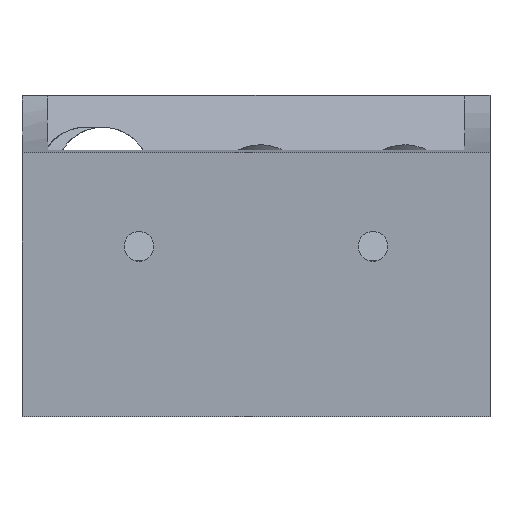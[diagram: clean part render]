
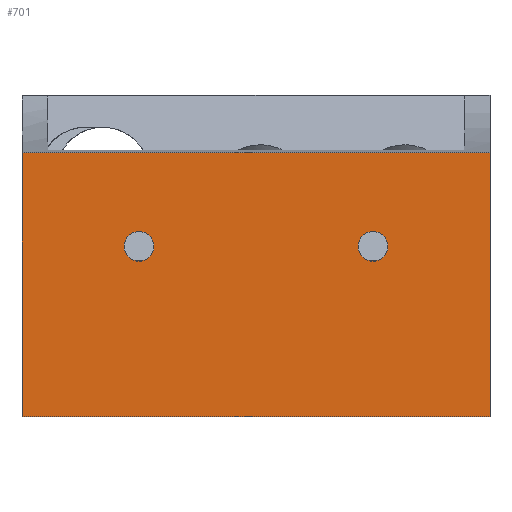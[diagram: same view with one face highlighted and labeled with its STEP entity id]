
A CAD part, front view. The second image highlights one B-rep face of the part: STEP entity #701.
In plain terms, the highlighted planar face has unit normal (0, -1, 0).
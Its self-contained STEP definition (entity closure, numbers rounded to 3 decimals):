
#53=FACE_BOUND('',#136,.T.);
#54=FACE_BOUND('',#137,.T.);
#71=CIRCLE('',#764,1.75);
#72=CIRCLE('',#765,1.75);
#90=FACE_OUTER_BOUND('',#135,.T.);
#135=EDGE_LOOP('',(#562,#563,#564,#565));
#136=EDGE_LOOP('',(#566));
#137=EDGE_LOOP('',(#567));
#204=LINE('',#1385,#264);
#205=LINE('',#1387,#265);
#206=LINE('',#1389,#266);
#207=LINE('',#1390,#267);
#264=VECTOR('',#909,10.);
#265=VECTOR('',#910,10.);
#266=VECTOR('',#911,10.);
#267=VECTOR('',#912,10.);
#343=VERTEX_POINT('',#1383);
#344=VERTEX_POINT('',#1384);
#345=VERTEX_POINT('',#1386);
#346=VERTEX_POINT('',#1388);
#347=VERTEX_POINT('',#1391);
#348=VERTEX_POINT('',#1393);
#428=EDGE_CURVE('',#343,#344,#204,.T.);
#429=EDGE_CURVE('',#345,#343,#205,.T.);
#430=EDGE_CURVE('',#346,#345,#206,.T.);
#431=EDGE_CURVE('',#346,#344,#207,.T.);
#432=EDGE_CURVE('',#347,#347,#71,.T.);
#433=EDGE_CURVE('',#348,#348,#72,.T.);
#562=ORIENTED_EDGE('',*,*,#428,.F.);
#563=ORIENTED_EDGE('',*,*,#429,.F.);
#564=ORIENTED_EDGE('',*,*,#430,.F.);
#565=ORIENTED_EDGE('',*,*,#431,.T.);
#566=ORIENTED_EDGE('',*,*,#432,.T.);
#567=ORIENTED_EDGE('',*,*,#433,.T.);
#676=PLANE('',#763);
#701=ADVANCED_FACE('',(#90,#53,#54),#676,.T.);
#763=AXIS2_PLACEMENT_3D('',#1382,#907,#908);
#764=AXIS2_PLACEMENT_3D('',#1392,#913,#914);
#765=AXIS2_PLACEMENT_3D('',#1394,#915,#916);
#907=DIRECTION('center_axis',(0.,-1.,0.));
#908=DIRECTION('ref_axis',(0.,0.,1.));
#909=DIRECTION('',(1.,0.,0.));
#910=DIRECTION('',(0.,0.,1.));
#911=DIRECTION('',(-1.,0.,0.));
#912=DIRECTION('',(0.,0.,1.));
#913=DIRECTION('center_axis',(0.,1.,0.));
#914=DIRECTION('ref_axis',(1.,0.,0.));
#915=DIRECTION('center_axis',(0.,1.,0.));
#916=DIRECTION('ref_axis',(-1.,0.,0.));
#1382=CARTESIAN_POINT('Origin',(27.5,32.5,0.));
#1383=CARTESIAN_POINT('',(-27.5,32.5,31.));
#1384=CARTESIAN_POINT('',(27.5,32.5,31.));
#1385=CARTESIAN_POINT('',(27.5,32.5,31.));
#1386=CARTESIAN_POINT('',(-27.5,32.5,0.));
#1387=CARTESIAN_POINT('',(-27.5,32.5,0.));
#1388=CARTESIAN_POINT('',(27.5,32.5,0.));
#1389=CARTESIAN_POINT('',(27.5,32.5,0.));
#1390=CARTESIAN_POINT('',(27.5,32.5,0.));
#1391=CARTESIAN_POINT('',(12.,32.5,20.));
#1392=CARTESIAN_POINT('Origin',(13.75,32.5,20.));
#1393=CARTESIAN_POINT('',(-12.,32.5,20.));
#1394=CARTESIAN_POINT('Origin',(-13.75,32.5,20.));
